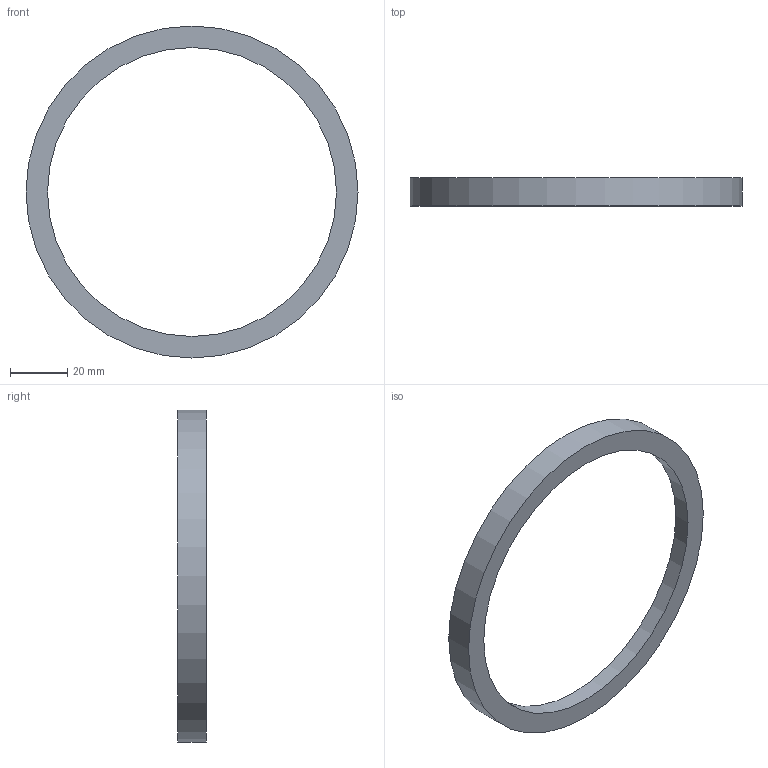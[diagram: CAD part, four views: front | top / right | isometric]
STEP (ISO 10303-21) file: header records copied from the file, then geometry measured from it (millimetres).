
FILE_DESCRIPTION(/* description */ (''),/* implementation_level */ '2;1');
FILE_NAME(/* name */ 'Wheel Spacer.step',/* time_stamp */ '2020-05-31T16:01:53-04:00',/* author */ (''),/* organization */ (''),/* preprocessor_version */ 'ST-DEVELOPER v18.1',/* originating_system */ 'Autodesk Translation Framework v9.3.0.1241',/* authorisation */ '');
FILE_SCHEMA (('AUTOMOTIVE_DESIGN { 1 0 10303 214 3 1 1 }'));
Length unit declared in the file: millimetre
Products named in the file (1): Wheel Spacer
Bounding box: 115.5 x 9.75 x 115.5 mm (x, y, z)
Volume: 20149.9 mm3; surface area: 10821.9 mm2
Topology: 1 solids, 1 shells, 4 faces, 7 edges, 4 vertices
Faces by surface type: cylinder 2, plane 1, cone 1
Full cylindrical faces by diameter (mm): 100.5 x1, 115.5 x1
Entity records: 136 total; most frequent: DIRECTION 21, CARTESIAN_POINT 16, ORIENTED_EDGE 14, AXIS2_PLACEMENT_3D 9, EDGE_CURVE 7, EDGE_LOOP 5, FACE_OUTER_BOUND 4, CIRCLE 4
